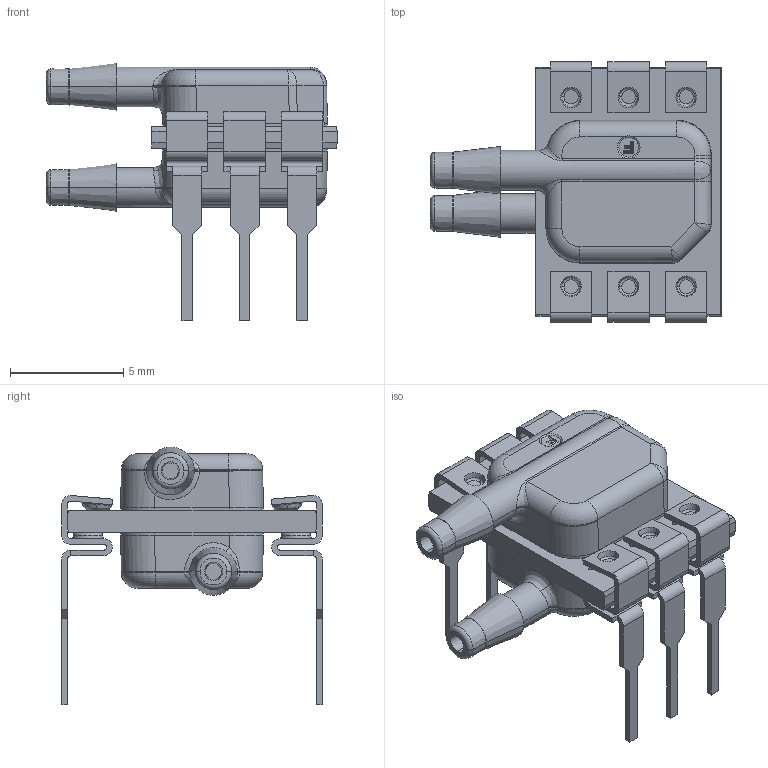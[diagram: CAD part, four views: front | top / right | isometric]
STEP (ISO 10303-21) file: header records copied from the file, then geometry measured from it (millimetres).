
FILE_DESCRIPTION((''),'2;1');
FILE_NAME('32351309-DRY_SW','2020-07-01T16:33:25',('H116907'),(''),'CREO PARAMETRIC BY PTC INC, 2017380','CREO PARAMETRIC BY PTC INC, 2017380','');
FILE_SCHEMA(('CONFIG_CONTROL_DESIGN'));
Length unit declared in the file: millimetre
Products named in the file (1): 32351309-DRY_SW
Bounding box: 12.85 x 11.5 x 11.38 mm (x, y, z)
Volume: 349.4 mm3; surface area: 679.4 mm2
Topology: 1 solids, 1 shells, 530 faces, 1304 edges, 794 vertices
Faces by surface type: plane 224, cylinder 138, cone 64, bspline 58, torus 38, sphere 8
Entity records: 21472 total; most frequent: CARTESIAN_POINT 9184, ORIENTED_EDGE 2608, DIRECTION 2466, EDGE_CURVE 1304, AXIS2_PLACEMENT_3D 870, VERTEX_POINT 794, VECTOR 726, LINE 726
